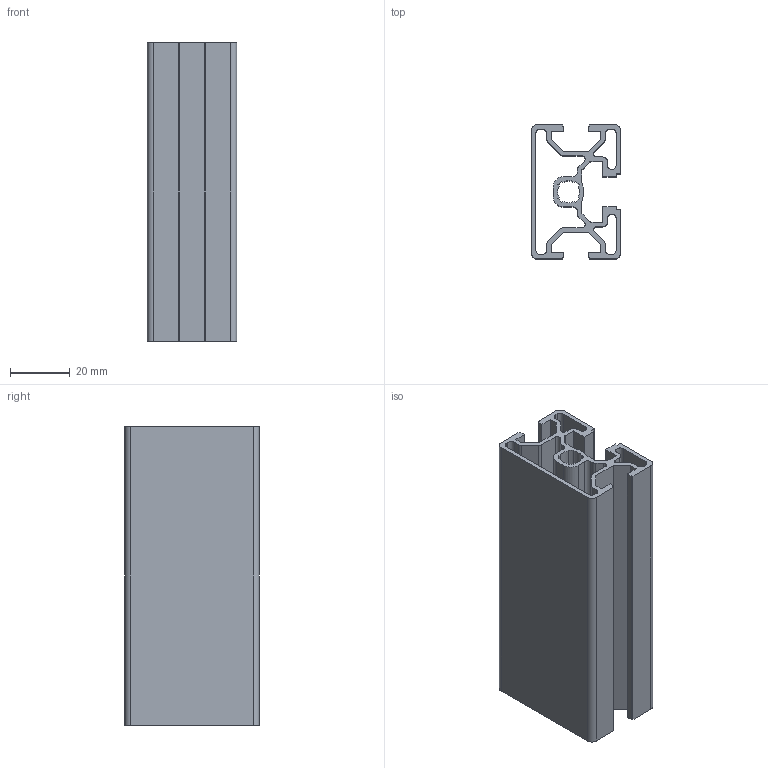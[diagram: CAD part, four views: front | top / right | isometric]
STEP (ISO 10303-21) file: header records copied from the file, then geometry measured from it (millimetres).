
FILE_DESCRIPTION(/* description */ ('Profil 30x45'),/* implementation_level */ '2;1');
FILE_NAME(/* name */ '163045.stp',/* time_stamp */ '2023-09-18T15:24:58+02:00',/* author */ ('Machotka'),/* organization */ ('Alutec K&K'),/* preprocessor_version */ 'ST-DEVELOPER v18.1',/* originating_system */ 'Autodesk Inventor 2021',/* authorisation */ '');
FILE_SCHEMA (('AUTOMOTIVE_DESIGN { 1 0 10303 214 3 1 1 }'));
Length unit declared in the file: millimetre
Products named in the file (1): 163045
Bounding box: 30 x 45 x 100 mm (x, y, z)
Volume: 39625.3 mm3; surface area: 47851.5 mm2
Topology: 1 solids, 1 shells, 128 faces, 378 edges, 252 vertices
Faces by surface type: plane 85, cylinder 43
Entity records: 4325 total; most frequent: CARTESIAN_POINT 759, ORIENTED_EDGE 756, DIRECTION 722, EDGE_CURVE 378, LINE 292, VECTOR 292, VERTEX_POINT 252, AXIS2_PLACEMENT_3D 215
